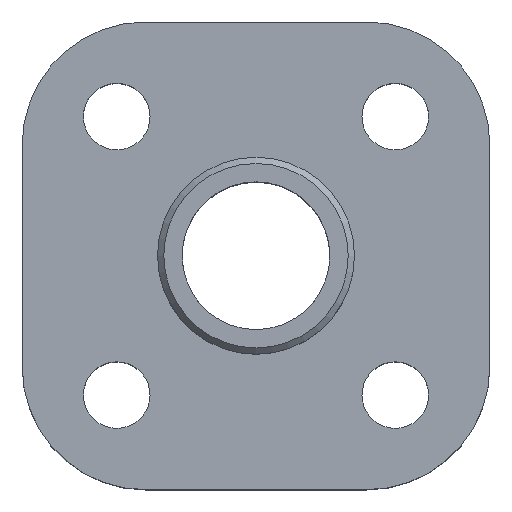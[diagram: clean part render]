
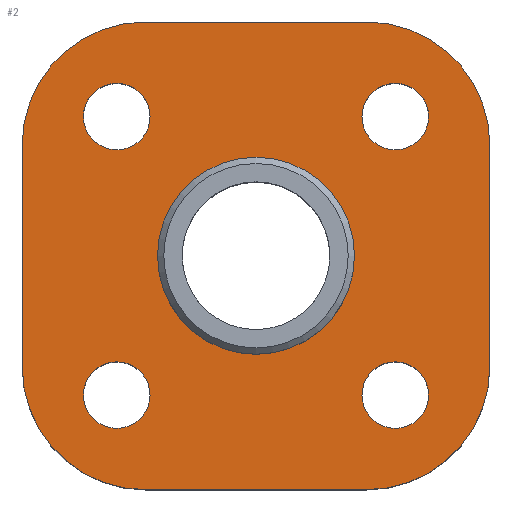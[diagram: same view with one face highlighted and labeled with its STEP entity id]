
A CAD part, top view. The second image highlights one B-rep face of the part: STEP entity #2.
In plain terms, the highlighted planar face has unit normal (0, 0, 1).
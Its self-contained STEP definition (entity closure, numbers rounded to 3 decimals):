
#2 = ADVANCED_FACE ( 'NONE', ( #1209, #580, #1230, #475, #523, #507 ), #1712, .T. ) ;
#10 = CARTESIAN_POINT ( 'NONE',  ( -4.304, 5.657, 7. ) ) ;
#17 = VERTEX_POINT ( 'NONE', #10 ) ;
#31 = AXIS2_PLACEMENT_3D ( 'NONE', #241, #772, #1576 ) ;
#80 = EDGE_LOOP ( 'NONE', ( #1550 ) ) ;
#104 = EDGE_CURVE ( 'NONE', #534, #622, #903, .T. ) ;
#118 = AXIS2_PLACEMENT_3D ( 'NONE', #197, #194, #187 ) ;
#150 = DIRECTION ( 'NONE',  ( 1., 0., 0. ) ) ;
#153 = EDGE_CURVE ( 'NONE', #17, #17, #207, .T. ) ;
#155 = DIRECTION ( 'NONE',  ( 0., 0., 1. ) ) ;
#158 = EDGE_CURVE ( 'NONE', #1774, #1774, #1117, .T. ) ;
#171 = AXIS2_PLACEMENT_3D ( 'NONE', #1433, #1478, #1424 ) ;
#178 = CARTESIAN_POINT ( 'NONE',  ( 0., 0., 7. ) ) ;
#180 = VERTEX_POINT ( 'NONE', #1765 ) ;
#181 = DIRECTION ( 'NONE',  ( 1., 0., 0. ) ) ;
#187 = DIRECTION ( 'NONE',  ( 1., 0., 0. ) ) ;
#191 = CARTESIAN_POINT ( 'NONE',  ( -9.5, -9.5, 7. ) ) ;
#194 = DIRECTION ( 'NONE',  ( 0., 0., 1. ) ) ;
#197 = CARTESIAN_POINT ( 'NONE',  ( 4.5, 4.5, 7. ) ) ;
#199 = LINE ( 'NONE', #191, #647 ) ;
#207 = CIRCLE ( 'NONE', #1191, 1.353 ) ;
#229 = EDGE_LOOP ( 'NONE', ( #1271 ) ) ;
#241 = CARTESIAN_POINT ( 'NONE',  ( 5.657, 5.657, 7. ) ) ;
#267 = EDGE_CURVE ( 'NONE', #1741, #1741, #522, .T. ) ;
#290 = CIRCLE ( 'NONE', #773, 4. ) ;
#324 = ORIENTED_EDGE ( 'NONE', *, *, #153, .F. ) ;
#329 = EDGE_LOOP ( 'NONE', ( #1234, #926, #1302, #333, #1305, #1286, #817, #531 ) ) ;
#333 = ORIENTED_EDGE ( 'NONE', *, *, #1732, .T. ) ;
#335 = DIRECTION ( 'NONE',  ( 1., 0., 0. ) ) ;
#344 = ORIENTED_EDGE ( 'NONE', *, *, #267, .F. ) ;
#346 = DIRECTION ( 'NONE',  ( 0., 0., 1. ) ) ;
#387 = AXIS2_PLACEMENT_3D ( 'NONE', #755, #346, #335 ) ;
#412 = EDGE_CURVE ( 'NONE', #180, #739, #1154, .T. ) ;
#418 = DIRECTION ( 'NONE',  ( 1., 0., 0. ) ) ;
#426 = ORIENTED_EDGE ( 'NONE', *, *, #1122, .F. ) ;
#427 = DIRECTION ( 'NONE',  ( 1., 0., 0. ) ) ;
#436 = EDGE_CURVE ( 'NONE', #1249, #828, #1216, .T. ) ;
#475 = FACE_BOUND ( 'NONE', #229, .T. ) ;
#507 = FACE_OUTER_BOUND ( 'NONE', #329, .T. ) ;
#522 = CIRCLE ( 'NONE', #687, 1.353 ) ;
#523 = FACE_BOUND ( 'NONE', #1502, .T. ) ;
#531 = ORIENTED_EDGE ( 'NONE', *, *, #436, .T. ) ;
#534 = VERTEX_POINT ( 'NONE', #664 ) ;
#580 = FACE_BOUND ( 'NONE', #80, .T. ) ;
#597 = VERTEX_POINT ( 'NONE', #1693 ) ;
#622 = VERTEX_POINT ( 'NONE', #1604 ) ;
#647 = VECTOR ( 'NONE', #181, 1000. ) ;
#664 = CARTESIAN_POINT ( 'NONE',  ( 4.5, 9.5, 7. ) ) ;
#687 = AXIS2_PLACEMENT_3D ( 'NONE', #1544, #1541, #1533 ) ;
#704 = CARTESIAN_POINT ( 'NONE',  ( 9.5, 4.5, 7. ) ) ;
#712 = DIRECTION ( 'NONE',  ( 0., 1., 0. ) ) ;
#715 = CARTESIAN_POINT ( 'NONE',  ( 9.5, 9.5, 7. ) ) ;
#716 = EDGE_CURVE ( 'NONE', #1290, #1290, #1007, .T. ) ;
#721 = LINE ( 'NONE', #715, #883 ) ;
#739 = VERTEX_POINT ( 'NONE', #1398 ) ;
#755 = CARTESIAN_POINT ( 'NONE',  ( -4.5, 4.5, 7. ) ) ;
#772 = DIRECTION ( 'NONE',  ( 0., 0., 1. ) ) ;
#773 = AXIS2_PLACEMENT_3D ( 'NONE', #178, #155, #150 ) ;
#817 = ORIENTED_EDGE ( 'NONE', *, *, #1763, .T. ) ;
#828 = VERTEX_POINT ( 'NONE', #988 ) ;
#855 = CARTESIAN_POINT ( 'NONE',  ( -9.5, 9.5, 7. ) ) ;
#876 = DIRECTION ( 'NONE',  ( 1., 0., 0. ) ) ;
#877 = DIRECTION ( 'NONE',  ( -1., 0., 0. ) ) ;
#880 = DIRECTION ( 'NONE',  ( 0., 0., 1. ) ) ;
#883 = VECTOR ( 'NONE', #712, 1000. ) ;
#887 = CARTESIAN_POINT ( 'NONE',  ( -4.5, -4.5, 7. ) ) ;
#903 = LINE ( 'NONE', #855, #911 ) ;
#911 = VECTOR ( 'NONE', #877, 1000. ) ;
#926 = ORIENTED_EDGE ( 'NONE', *, *, #1099, .T. ) ;
#942 = EDGE_CURVE ( 'NONE', #828, #946, #721, .T. ) ;
#946 = VERTEX_POINT ( 'NONE', #704 ) ;
#988 = CARTESIAN_POINT ( 'NONE',  ( 9.5, -4.5, 7. ) ) ;
#1007 = CIRCLE ( 'NONE', #171, 1.353 ) ;
#1013 = DIRECTION ( 'NONE',  ( 0., 0., 1. ) ) ;
#1092 = VECTOR ( 'NONE', #1143, 1000. ) ;
#1094 = DIRECTION ( 'NONE',  ( 1., 0., 0. ) ) ;
#1099 = EDGE_CURVE ( 'NONE', #946, #534, #1163, .T. ) ;
#1104 = DIRECTION ( 'NONE',  ( 0., 0., 1. ) ) ;
#1117 = CIRCLE ( 'NONE', #31, 1.353 ) ;
#1120 = CARTESIAN_POINT ( 'NONE',  ( 4.5, -4.5, 7. ) ) ;
#1122 = EDGE_CURVE ( 'NONE', #1152, #1152, #290, .T. ) ;
#1141 = CARTESIAN_POINT ( 'NONE',  ( 4., 0., 7. ) ) ;
#1143 = DIRECTION ( 'NONE',  ( 0., -1., 0. ) ) ;
#1147 = CARTESIAN_POINT ( 'NONE',  ( -9.5, 9.5, 7. ) ) ;
#1152 = VERTEX_POINT ( 'NONE', #1141 ) ;
#1153 = CARTESIAN_POINT ( 'NONE',  ( 0., 0., 7. ) ) ;
#1154 = LINE ( 'NONE', #1147, #1092 ) ;
#1163 = CIRCLE ( 'NONE', #118, 5. ) ;
#1168 = AXIS2_PLACEMENT_3D ( 'NONE', #887, #880, #876 ) ;
#1191 = AXIS2_PLACEMENT_3D ( 'NONE', #1477, #1013, #427 ) ;
#1209 = FACE_BOUND ( 'NONE', #1505, .T. ) ;
#1216 = CIRCLE ( 'NONE', #1246, 5. ) ;
#1228 = CARTESIAN_POINT ( 'NONE',  ( 4.5, -9.5, 7. ) ) ;
#1230 = FACE_BOUND ( 'NONE', #1283, .T. ) ;
#1234 = ORIENTED_EDGE ( 'NONE', *, *, #942, .T. ) ;
#1246 = AXIS2_PLACEMENT_3D ( 'NONE', #1120, #1104, #1094 ) ;
#1249 = VERTEX_POINT ( 'NONE', #1228 ) ;
#1271 = ORIENTED_EDGE ( 'NONE', *, *, #716, .F. ) ;
#1282 = CARTESIAN_POINT ( 'NONE',  ( -4.304, -5.657, 7. ) ) ;
#1283 = EDGE_LOOP ( 'NONE', ( #344 ) ) ;
#1286 = ORIENTED_EDGE ( 'NONE', *, *, #1496, .T. ) ;
#1290 = VERTEX_POINT ( 'NONE', #1282 ) ;
#1302 = ORIENTED_EDGE ( 'NONE', *, *, #104, .T. ) ;
#1305 = ORIENTED_EDGE ( 'NONE', *, *, #412, .T. ) ;
#1307 = AXIS2_PLACEMENT_3D ( 'NONE', #1153, #1335, #418 ) ;
#1335 = DIRECTION ( 'NONE',  ( 0., 0., 1. ) ) ;
#1398 = CARTESIAN_POINT ( 'NONE',  ( -9.5, -4.5, 7. ) ) ;
#1424 = DIRECTION ( 'NONE',  ( 1., 0., 0. ) ) ;
#1433 = CARTESIAN_POINT ( 'NONE',  ( -5.657, -5.657, 7. ) ) ;
#1477 = CARTESIAN_POINT ( 'NONE',  ( -5.657, 5.657, 7. ) ) ;
#1478 = DIRECTION ( 'NONE',  ( 0., 0., 1. ) ) ;
#1493 = CIRCLE ( 'NONE', #387, 5. ) ;
#1496 = EDGE_CURVE ( 'NONE', #739, #597, #1777, .T. ) ;
#1502 = EDGE_LOOP ( 'NONE', ( #324 ) ) ;
#1505 = EDGE_LOOP ( 'NONE', ( #426 ) ) ;
#1533 = DIRECTION ( 'NONE',  ( 1., 0., 0. ) ) ;
#1541 = DIRECTION ( 'NONE',  ( 0., 0., 1. ) ) ;
#1544 = CARTESIAN_POINT ( 'NONE',  ( 5.657, -5.657, 7. ) ) ;
#1550 = ORIENTED_EDGE ( 'NONE', *, *, #158, .F. ) ;
#1576 = DIRECTION ( 'NONE',  ( 1., 0., 0. ) ) ;
#1604 = CARTESIAN_POINT ( 'NONE',  ( -4.5, 9.5, 7. ) ) ;
#1693 = CARTESIAN_POINT ( 'NONE',  ( -4.5, -9.5, 7. ) ) ;
#1712 = PLANE ( 'NONE',  #1307 ) ;
#1732 = EDGE_CURVE ( 'NONE', #622, #180, #1493, .T. ) ;
#1733 = CARTESIAN_POINT ( 'NONE',  ( 7.009, -5.657, 7. ) ) ;
#1741 = VERTEX_POINT ( 'NONE', #1733 ) ;
#1763 = EDGE_CURVE ( 'NONE', #597, #1249, #199, .T. ) ;
#1765 = CARTESIAN_POINT ( 'NONE',  ( -9.5, 4.5, 7. ) ) ;
#1767 = CARTESIAN_POINT ( 'NONE',  ( 7.009, 5.657, 7. ) ) ;
#1774 = VERTEX_POINT ( 'NONE', #1767 ) ;
#1777 = CIRCLE ( 'NONE', #1168, 5. ) ;
